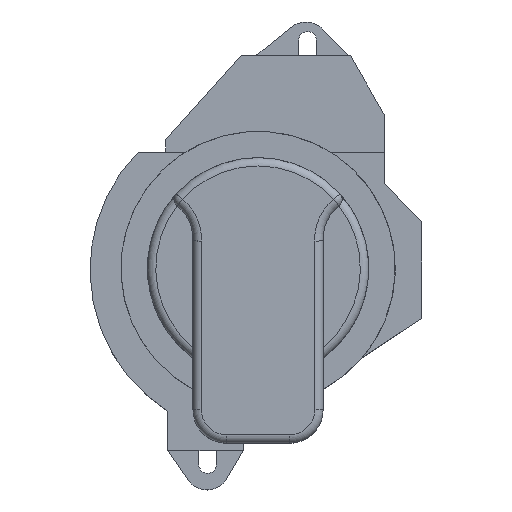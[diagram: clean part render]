
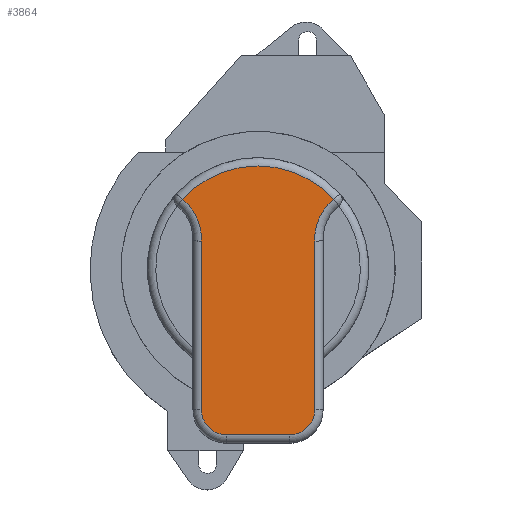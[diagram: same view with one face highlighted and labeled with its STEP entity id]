
A CAD part, top view. The second image highlights one B-rep face of the part: STEP entity #3864.
In plain terms, the highlighted planar face has unit normal (0, 0, 1).
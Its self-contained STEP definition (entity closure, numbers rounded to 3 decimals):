
#13 = AXIS2_PLACEMENT_3D ( 'NONE', #2948, #1202, #1835 ) ;
#29 = CARTESIAN_POINT ( 'NONE',  ( 25.368, 7.051, 46.9 ) ) ;
#167 = EDGE_CURVE ( 'NONE', #1428, #4008, #530, .T. ) ;
#196 = ORIENTED_EDGE ( 'NONE', *, *, #1395, .T. ) ;
#246 = CARTESIAN_POINT ( 'NONE',  ( -13.5, 6.469, 46.9 ) ) ;
#270 = CARTESIAN_POINT ( 'NONE',  ( 13.5, 7.051, 46.9 ) ) ;
#318 = DIRECTION ( 'NONE',  ( -1., 0., 0. ) ) ;
#475 = VECTOR ( 'NONE', #518, 1000. ) ;
#512 = CIRCLE ( 'NONE', #2917, 6. ) ;
#518 = DIRECTION ( 'NONE',  ( 1., 0., 0. ) ) ;
#530 = LINE ( 'NONE', #2140, #475 ) ;
#536 = LINE ( 'NONE', #270, #2391 ) ;
#853 = CARTESIAN_POINT ( 'NONE',  ( 7.5, -33.65, 46.9 ) ) ;
#945 = ORIENTED_EDGE ( 'NONE', *, *, #2424, .T. ) ;
#946 = CARTESIAN_POINT ( 'NONE',  ( -7.5, -33.65, 46.9 ) ) ;
#1037 = CARTESIAN_POINT ( 'NONE',  ( -13.5, 7.051, 46.9 ) ) ;
#1154 = VECTOR ( 'NONE', #1347, 1000. ) ;
#1170 = DIRECTION ( 'NONE',  ( -1., 0., 0. ) ) ;
#1202 = DIRECTION ( 'NONE',  ( 0., 0., -1. ) ) ;
#1206 = VERTEX_POINT ( 'NONE', #2429 ) ;
#1208 = VERTEX_POINT ( 'NONE', #3364 ) ;
#1252 = DIRECTION ( 'NONE',  ( 0., 0., 1. ) ) ;
#1260 = DIRECTION ( 'NONE',  ( -1., 0., 0. ) ) ;
#1347 = DIRECTION ( 'NONE',  ( 0., -1., 0. ) ) ;
#1395 = EDGE_CURVE ( 'NONE', #1206, #3075, #1878, .T. ) ;
#1428 = VERTEX_POINT ( 'NONE', #2839 ) ;
#1449 = ORIENTED_EDGE ( 'NONE', *, *, #3978, .T. ) ;
#1452 = CARTESIAN_POINT ( 'NONE',  ( -25.368, 7.051, 46.9 ) ) ;
#1620 = VERTEX_POINT ( 'NONE', #3873 ) ;
#1681 = CARTESIAN_POINT ( 'NONE',  ( 18.013, 16.384, 46.9 ) ) ;
#1760 = DIRECTION ( 'NONE',  ( -1., 0., 0. ) ) ;
#1798 = EDGE_LOOP ( 'NONE', ( #196, #1449, #945, #2475, #2761, #3456, #2251, #3007 ) ) ;
#1835 = DIRECTION ( 'NONE',  ( -1., 0., 0. ) ) ;
#1878 = CIRCLE ( 'NONE', #2720, 11.882 ) ;
#1993 = AXIS2_PLACEMENT_3D ( 'NONE', #3117, #1252, #3419 ) ;
#2058 = PLANE ( 'NONE',  #3813 ) ;
#2090 = EDGE_CURVE ( 'NONE', #4008, #2651, #3955, .T. ) ;
#2140 = CARTESIAN_POINT ( 'NONE',  ( -25.368, -39.65, 46.9 ) ) ;
#2196 = DIRECTION ( 'NONE',  ( 0., 0., -1. ) ) ;
#2222 = FACE_OUTER_BOUND ( 'NONE', #1798, .T. ) ;
#2224 = CIRCLE ( 'NONE', #13, 11.882 ) ;
#2251 = ORIENTED_EDGE ( 'NONE', *, *, #2090, .T. ) ;
#2372 = CIRCLE ( 'NONE', #1993, 24.35 ) ;
#2391 = VECTOR ( 'NONE', #3975, 1000. ) ;
#2418 = EDGE_CURVE ( 'NONE', #2651, #1206, #536, .T. ) ;
#2424 = EDGE_CURVE ( 'NONE', #1208, #2735, #2224, .T. ) ;
#2429 = CARTESIAN_POINT ( 'NONE',  ( 13.5, 6.469, 46.9 ) ) ;
#2475 = ORIENTED_EDGE ( 'NONE', *, *, #3625, .T. ) ;
#2488 = CARTESIAN_POINT ( 'NONE',  ( 7.5, -39.65, 46.9 ) ) ;
#2519 = AXIS2_PLACEMENT_3D ( 'NONE', #853, #3027, #1170 ) ;
#2651 = VERTEX_POINT ( 'NONE', #3487 ) ;
#2720 = AXIS2_PLACEMENT_3D ( 'NONE', #29, #2196, #318 ) ;
#2735 = VERTEX_POINT ( 'NONE', #246 ) ;
#2761 = ORIENTED_EDGE ( 'NONE', *, *, #3490, .T. ) ;
#2804 = LINE ( 'NONE', #1037, #1154 ) ;
#2839 = CARTESIAN_POINT ( 'NONE',  ( -7.5, -39.65, 46.9 ) ) ;
#2917 = AXIS2_PLACEMENT_3D ( 'NONE', #946, #3123, #1260 ) ;
#2948 = CARTESIAN_POINT ( 'NONE',  ( -25.368, 7.051, 46.9 ) ) ;
#3007 = ORIENTED_EDGE ( 'NONE', *, *, #2418, .T. ) ;
#3027 = DIRECTION ( 'NONE',  ( 0., 0., 1. ) ) ;
#3075 = VERTEX_POINT ( 'NONE', #1681 ) ;
#3117 = CARTESIAN_POINT ( 'NONE',  ( 0., 0., 46.9 ) ) ;
#3123 = DIRECTION ( 'NONE',  ( 0., 0., 1. ) ) ;
#3364 = CARTESIAN_POINT ( 'NONE',  ( -18.013, 16.384, 46.9 ) ) ;
#3419 = DIRECTION ( 'NONE',  ( -1., 0., 0. ) ) ;
#3456 = ORIENTED_EDGE ( 'NONE', *, *, #167, .T. ) ;
#3487 = CARTESIAN_POINT ( 'NONE',  ( 13.5, -33.65, 46.9 ) ) ;
#3490 = EDGE_CURVE ( 'NONE', #1620, #1428, #512, .T. ) ;
#3608 = DIRECTION ( 'NONE',  ( 0., 0., -1. ) ) ;
#3625 = EDGE_CURVE ( 'NONE', #2735, #1620, #2804, .T. ) ;
#3813 = AXIS2_PLACEMENT_3D ( 'NONE', #1452, #3608, #1760 ) ;
#3864 = ADVANCED_FACE ( 'NONE', ( #2222 ), #2058, .F. ) ;
#3873 = CARTESIAN_POINT ( 'NONE',  ( -13.5, -33.65, 46.9 ) ) ;
#3955 = CIRCLE ( 'NONE', #2519, 6. ) ;
#3975 = DIRECTION ( 'NONE',  ( 0., 1., 0. ) ) ;
#3978 = EDGE_CURVE ( 'NONE', #3075, #1208, #2372, .T. ) ;
#4008 = VERTEX_POINT ( 'NONE', #2488 ) ;
